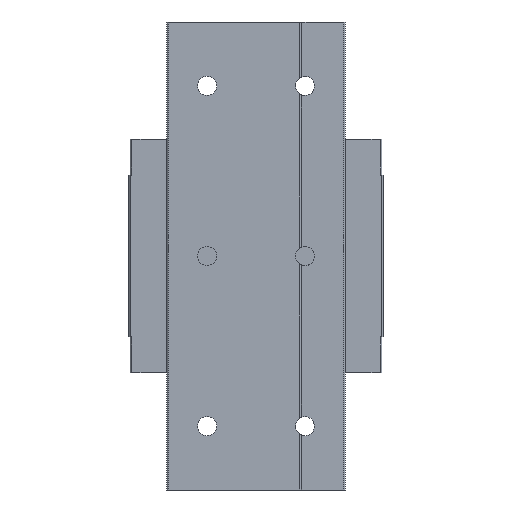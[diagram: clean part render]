
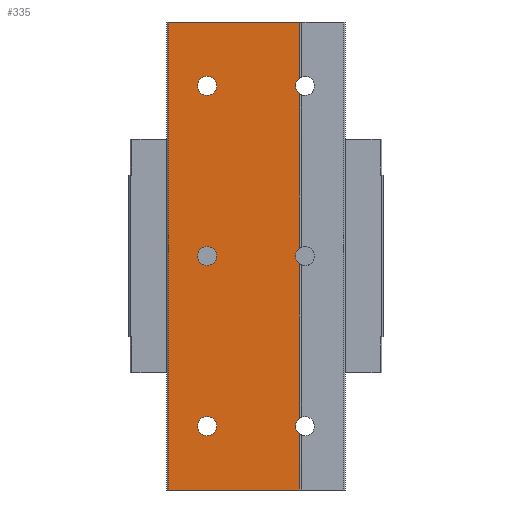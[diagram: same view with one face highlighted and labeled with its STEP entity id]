
A CAD part, front view. The second image highlights one B-rep face of the part: STEP entity #335.
In plain terms, the highlighted planar face has unit normal (0, -1, 0).
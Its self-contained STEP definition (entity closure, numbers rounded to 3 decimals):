
#335=ADVANCED_FACE('',(#1432,#1433,#1434,#705),#494,.F.);
#494=PLANE('',#4475);
#705=FACE_OUTER_BOUND('',#1695,.T.);
#746=CIRCLE('',#4469,2.25);
#747=CIRCLE('',#4470,2.25);
#748=CIRCLE('',#4471,2.25);
#749=CIRCLE('',#4472,2.25);
#750=CIRCLE('',#4473,2.25);
#751=CIRCLE('',#4474,2.25);
#1019=LINE('',#7644,#1356);
#1020=LINE('',#7648,#1357);
#1022=LINE('',#7717,#1359);
#1024=LINE('',#7792,#1361);
#1025=LINE('',#7795,#1362);
#1026=LINE('',#7797,#1363);
#1027=LINE('',#7802,#1364);
#1356=VECTOR('',#5149,1.);
#1357=VECTOR('',#5154,1.);
#1359=VECTOR('',#5158,1.);
#1361=VECTOR('',#5168,1.);
#1362=VECTOR('',#5169,1.);
#1363=VECTOR('',#5170,1.);
#1364=VECTOR('',#5177,1.);
#1432=FACE_BOUND('',#1692,.T.);
#1433=FACE_BOUND('',#1693,.T.);
#1434=FACE_BOUND('',#1694,.T.);
#1692=EDGE_LOOP('',(#2809));
#1693=EDGE_LOOP('',(#2810));
#1694=EDGE_LOOP('',(#2811));
#1695=EDGE_LOOP('',(#2812,#2813,#2814,#2815,#2816,#2817,#2818,#2819,#2820,
#2821));
#2809=ORIENTED_EDGE('',*,*,#3912,.T.);
#2810=ORIENTED_EDGE('',*,*,#3913,.T.);
#2811=ORIENTED_EDGE('',*,*,#3914,.T.);
#2812=ORIENTED_EDGE('',*,*,#3915,.F.);
#2813=ORIENTED_EDGE('',*,*,#3916,.T.);
#2814=ORIENTED_EDGE('',*,*,#3917,.T.);
#2815=ORIENTED_EDGE('',*,*,#3902,.F.);
#2816=ORIENTED_EDGE('',*,*,#3918,.T.);
#2817=ORIENTED_EDGE('',*,*,#3904,.F.);
#2818=ORIENTED_EDGE('',*,*,#3919,.T.);
#2819=ORIENTED_EDGE('',*,*,#3908,.F.);
#2820=ORIENTED_EDGE('',*,*,#3920,.T.);
#2821=ORIENTED_EDGE('',*,*,#3921,.F.);
#3319=VERTEX_POINT('',#7643);
#3320=VERTEX_POINT('',#7645);
#3321=VERTEX_POINT('',#7649);
#3322=VERTEX_POINT('',#7650);
#3325=VERTEX_POINT('',#7718);
#3326=VERTEX_POINT('',#7719);
#3329=VERTEX_POINT('',#7787);
#3330=VERTEX_POINT('',#7789);
#3331=VERTEX_POINT('',#7791);
#3332=VERTEX_POINT('',#7793);
#3333=VERTEX_POINT('',#7794);
#3334=VERTEX_POINT('',#7796);
#3335=VERTEX_POINT('',#7801);
#3902=EDGE_CURVE('',#3319,#3320,#1019,.T.);
#3904=EDGE_CURVE('',#3321,#3322,#1020,.T.);
#3908=EDGE_CURVE('',#3325,#3326,#1022,.T.);
#3912=EDGE_CURVE('',#3329,#3329,#746,.T.);
#3913=EDGE_CURVE('',#3330,#3330,#747,.T.);
#3914=EDGE_CURVE('',#3331,#3331,#748,.T.);
#3915=EDGE_CURVE('',#3332,#3333,#1024,.T.);
#3916=EDGE_CURVE('',#3332,#3334,#1025,.T.);
#3917=EDGE_CURVE('',#3334,#3320,#1026,.T.);
#3918=EDGE_CURVE('',#3319,#3322,#749,.T.);
#3919=EDGE_CURVE('',#3321,#3326,#750,.T.);
#3920=EDGE_CURVE('',#3325,#3335,#751,.T.);
#3921=EDGE_CURVE('',#3333,#3335,#1027,.T.);
#4469=AXIS2_PLACEMENT_3D('',#7786,#5162,#5163);
#4470=AXIS2_PLACEMENT_3D('',#7788,#5164,#5165);
#4471=AXIS2_PLACEMENT_3D('',#7790,#5166,#5167);
#4472=AXIS2_PLACEMENT_3D('',#7798,#5171,#5172);
#4473=AXIS2_PLACEMENT_3D('',#7799,#5173,#5174);
#4474=AXIS2_PLACEMENT_3D('',#7800,#5175,#5176);
#4475=AXIS2_PLACEMENT_3D('',#7803,#5178,#5179);
#5149=DIRECTION('',(0.,0.,-1.));
#5154=DIRECTION('',(0.,0.,-1.));
#5158=DIRECTION('',(0.,0.,-1.));
#5162=DIRECTION('',(0.,1.,0.));
#5163=DIRECTION('',(-1.,0.,0.));
#5164=DIRECTION('',(0.,1.,0.));
#5165=DIRECTION('',(-1.,0.,0.));
#5166=DIRECTION('',(0.,1.,0.));
#5167=DIRECTION('',(-1.,0.,0.));
#5168=DIRECTION('',(1.,0.,0.));
#5169=DIRECTION('',(0.,0.,-1.));
#5170=DIRECTION('',(1.,0.,0.));
#5171=DIRECTION('',(0.,1.,0.));
#5172=DIRECTION('',(-1.,0.,0.));
#5173=DIRECTION('',(0.,1.,0.));
#5174=DIRECTION('',(-1.,0.,0.));
#5175=DIRECTION('',(0.,1.,0.));
#5176=DIRECTION('',(-1.,0.,0.));
#5177=DIRECTION('',(0.,0.,-1.));
#5178=DIRECTION('',(0.,1.,0.));
#5179=DIRECTION('',(-1.,0.,0.));
#7643=CARTESIAN_POINT('',(10.2,0.,-41.836));
#7644=CARTESIAN_POINT('',(10.2,0.,55.));
#7645=CARTESIAN_POINT('',(10.2,0.,-55.));
#7648=CARTESIAN_POINT('',(10.2,0.,55.));
#7649=CARTESIAN_POINT('',(10.2,0.,-1.836));
#7650=CARTESIAN_POINT('',(10.2,0.,-38.164));
#7717=CARTESIAN_POINT('',(10.2,0.,55.));
#7718=CARTESIAN_POINT('',(10.2,0.,38.164));
#7719=CARTESIAN_POINT('',(10.2,0.,1.836));
#7786=CARTESIAN_POINT('',(-11.5,0.,-40.));
#7787=CARTESIAN_POINT('',(-13.75,0.,-40.));
#7788=CARTESIAN_POINT('',(-11.5,0.,0.));
#7789=CARTESIAN_POINT('',(-13.75,0.,0.));
#7790=CARTESIAN_POINT('',(-11.5,0.,40.));
#7791=CARTESIAN_POINT('',(-13.75,0.,40.));
#7792=CARTESIAN_POINT('',(-21.,0.,55.));
#7793=CARTESIAN_POINT('',(-20.6,0.,55.));
#7794=CARTESIAN_POINT('',(10.2,0.,55.));
#7795=CARTESIAN_POINT('',(-20.6,0.,55.));
#7796=CARTESIAN_POINT('',(-20.6,0.,-55.));
#7797=CARTESIAN_POINT('',(-21.,0.,-55.));
#7798=CARTESIAN_POINT('',(11.5,0.,-40.));
#7799=CARTESIAN_POINT('',(11.5,0.,0.));
#7800=CARTESIAN_POINT('',(11.5,0.,40.));
#7801=CARTESIAN_POINT('',(10.2,0.,41.836));
#7802=CARTESIAN_POINT('',(10.2,0.,55.));
#7803=CARTESIAN_POINT('',(-21.,0.,55.));
